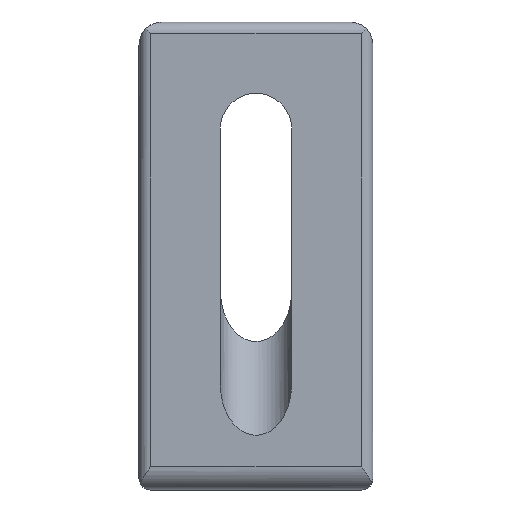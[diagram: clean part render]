
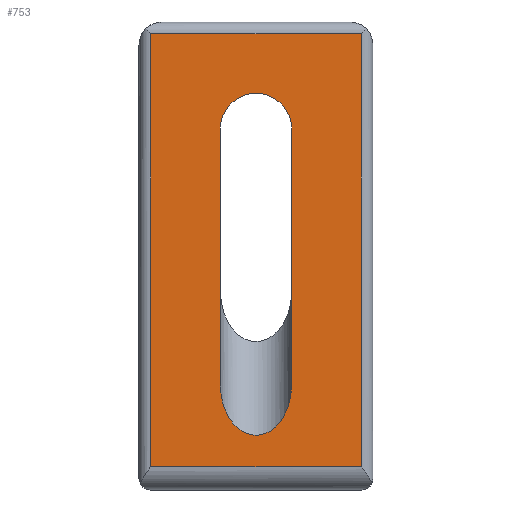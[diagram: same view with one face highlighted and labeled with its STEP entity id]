
A CAD part, left-side view. The second image highlights one B-rep face of the part: STEP entity #753.
In plain terms, the highlighted planar face has unit normal (-1, 0, 0).
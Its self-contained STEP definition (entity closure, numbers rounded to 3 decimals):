
#20=FACE_BOUND('',#278,.T.);
#25=ELLIPSE('',#808,4.313,3.05);
#43=PLANE('',#818);
#111=LINE('',#1211,#170);
#112=LINE('',#1213,#171);
#113=LINE('',#1215,#172);
#114=LINE('',#1216,#173);
#115=LINE('',#1217,#174);
#116=LINE('',#1218,#175);
#170=VECTOR('',#971,37.);
#171=VECTOR('',#972,18.);
#172=VECTOR('',#973,37.);
#173=VECTOR('',#974,18.);
#174=VECTOR('',#975,21.85);
#175=VECTOR('',#976,21.85);
#234=FACE_OUTER_BOUND('',#277,.T.);
#277=EDGE_LOOP('',(#597,#598,#599,#600));
#278=EDGE_LOOP('',(#601,#602,#603,#604));
#314=CIRCLE('',#806,3.05);
#349=VERTEX_POINT('',#1164);
#350=VERTEX_POINT('',#1165);
#351=VERTEX_POINT('',#1170);
#352=VERTEX_POINT('',#1172);
#365=VERTEX_POINT('',#1209);
#366=VERTEX_POINT('',#1210);
#367=VERTEX_POINT('',#1212);
#368=VERTEX_POINT('',#1214);
#434=EDGE_CURVE('',#349,#350,#314,.T.);
#438=EDGE_CURVE('',#352,#351,#25,.T.);
#456=EDGE_CURVE('',#365,#366,#111,.T.);
#457=EDGE_CURVE('',#366,#367,#112,.T.);
#458=EDGE_CURVE('',#367,#368,#113,.T.);
#459=EDGE_CURVE('',#368,#365,#114,.T.);
#460=EDGE_CURVE('',#350,#352,#115,.T.);
#461=EDGE_CURVE('',#351,#349,#116,.T.);
#597=ORIENTED_EDGE('',*,*,#456,.T.);
#598=ORIENTED_EDGE('',*,*,#457,.T.);
#599=ORIENTED_EDGE('',*,*,#458,.T.);
#600=ORIENTED_EDGE('',*,*,#459,.T.);
#601=ORIENTED_EDGE('',*,*,#460,.T.);
#602=ORIENTED_EDGE('',*,*,#438,.T.);
#603=ORIENTED_EDGE('',*,*,#461,.T.);
#604=ORIENTED_EDGE('',*,*,#434,.T.);
#753=ADVANCED_FACE('',(#234,#20),#43,.F.);
#806=AXIS2_PLACEMENT_3D('',#1166,#929,#930);
#808=AXIS2_PLACEMENT_3D('',#1173,#936,#937);
#818=AXIS2_PLACEMENT_3D('',#1208,#969,#970);
#929=DIRECTION('center_axis',(1.,0.,0.));
#930=DIRECTION('ref_axis',(0.,0.,1.));
#936=DIRECTION('center_axis',(1.,0.,0.));
#937=DIRECTION('ref_axis',(0.,0.,1.));
#969=DIRECTION('center_axis',(1.,0.,0.));
#970=DIRECTION('ref_axis',(0.,0.,-1.));
#971=DIRECTION('',(0.,0.,1.));
#972=DIRECTION('',(0.,1.,0.));
#973=DIRECTION('',(0.,0.,-1.));
#974=DIRECTION('',(0.,-1.,0.));
#975=DIRECTION('',(0.,0.,-1.));
#976=DIRECTION('',(0.,0.,1.));
#1164=CARTESIAN_POINT('',(0.,3.05,30.85));
#1165=CARTESIAN_POINT('',(0.,-3.05,30.85));
#1166=CARTESIAN_POINT('Origin',(0.,0.,30.85));
#1170=CARTESIAN_POINT('',(0.,3.05,9.));
#1172=CARTESIAN_POINT('',(0.,-3.05,9.));
#1173=CARTESIAN_POINT('Origin',(0.,0.,9.));
#1208=CARTESIAN_POINT('Origin',(0.,0.,20.));
#1209=CARTESIAN_POINT('',(0.,-9.,2.));
#1210=CARTESIAN_POINT('',(0.,-9.,39.));
#1211=CARTESIAN_POINT('',(0.,-9.,10.));
#1212=CARTESIAN_POINT('',(0.,9.,39.));
#1213=CARTESIAN_POINT('',(0.,0.,39.));
#1214=CARTESIAN_POINT('',(0.,9.,2.));
#1215=CARTESIAN_POINT('',(0.,9.,20.5));
#1216=CARTESIAN_POINT('',(0.,5.,2.));
#1217=CARTESIAN_POINT('',(0.,-3.05,21.963));
#1218=CARTESIAN_POINT('',(0.,3.05,21.963));
